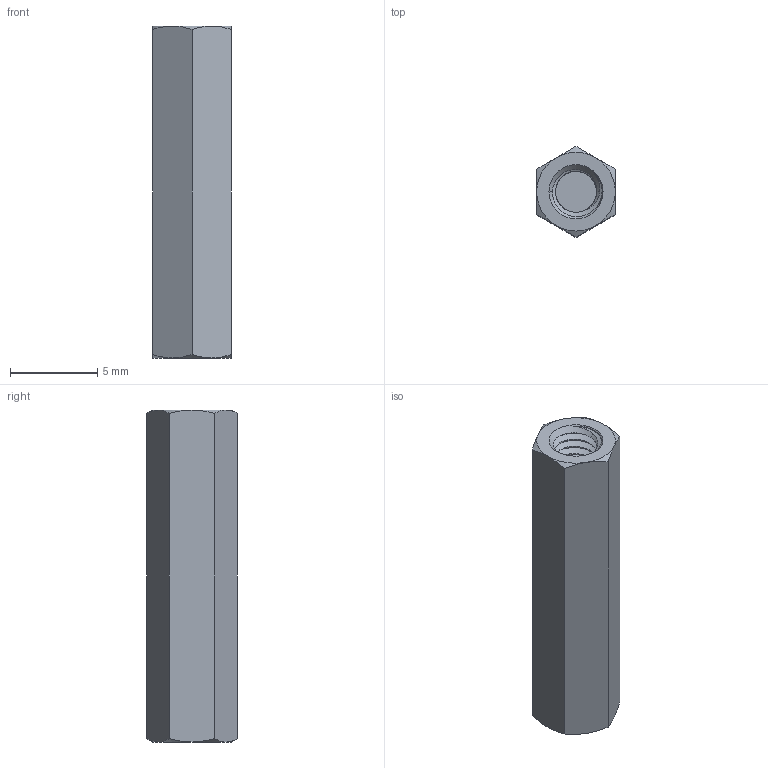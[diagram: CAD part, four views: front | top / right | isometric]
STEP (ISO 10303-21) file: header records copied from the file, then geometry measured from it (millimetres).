
FILE_DESCRIPTION (( 'STEP AP203' ), '1' );
FILE_NAME ('94868A174.step', '2013-12-03T17:29:02', ( '' ), ( '' ), 'SwSTEP 2.0', 'SolidWorks 2010', '' );
FILE_SCHEMA (( 'CONFIG_CONTROL_DESIGN' ));
Length unit declared in the file: millimetre
Products named in the file (1): 94868A174
Bounding box: 4.5 x 5.2 x 19 mm (x, y, z)
Volume: 260.8 mm3; surface area: 510.5 mm2
Topology: 1 solids, 1 shells, 86 faces, 234 edges, 152 vertices
Faces by surface type: cylinder 52, cone 18, plane 10, bspline 6
Entity records: 9605 total; most frequent: CARTESIAN_POINT 7775, ORIENTED_EDGE 468, DIRECTION 264, EDGE_CURVE 234, VERTEX_POINT 152, AXIS2_PLACEMENT_3D 101, EDGE_LOOP 88, FACE_OUTER_BOUND 86
